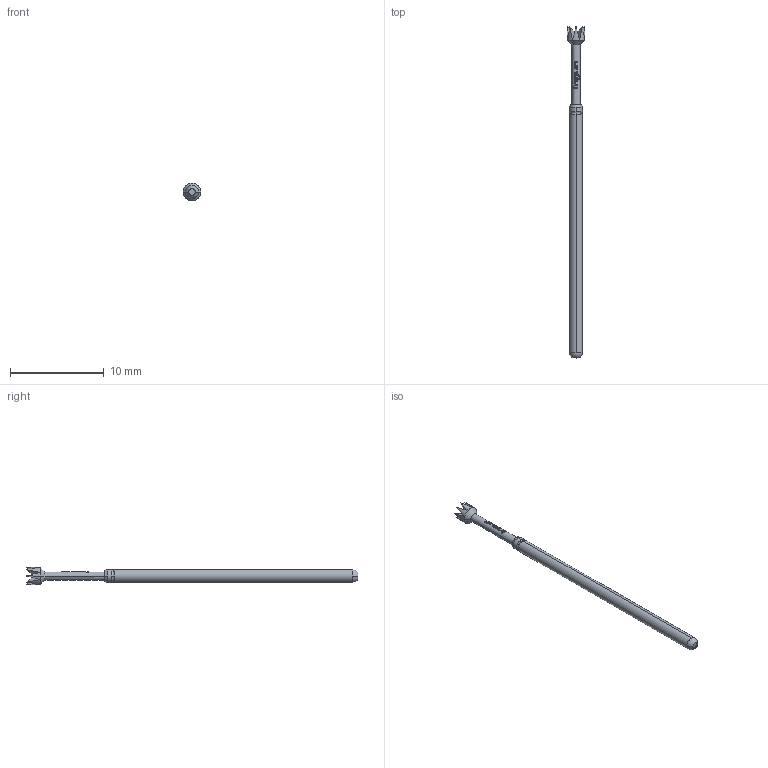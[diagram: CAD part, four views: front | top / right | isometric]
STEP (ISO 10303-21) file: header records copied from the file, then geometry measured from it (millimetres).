
FILE_DESCRIPTION (( 'STEP AP203' ), '1' );
FILE_NAME ('INGUN_GKS-100_288_190_A_xx00_LH.STEP', '2021-10-29T08:50:32', ( 'ochi' ), ( '' ), 'SwSTEP 2.0', 'SolidWorks 2018', '' );
FILE_SCHEMA (( 'CONFIG_CONTROL_DESIGN' ));
Length unit declared in the file: millimetre
Products named in the file (1): INGUN_GKS-100_288_190_A_xx00_LH
Bounding box: 1.9 x 35.4 x 1.9 mm (x, y, z)
Volume: 46.4 mm3; surface area: 155.8 mm2
Topology: 1 solids, 1 shells, 113 faces, 296 edges, 190 vertices
Faces by surface type: bspline 59, plane 18, cylinder 15, cone 13, torus 6, sphere 2
Entity records: 4566 total; most frequent: CARTESIAN_POINT 2306, ORIENTED_EDGE 588, EDGE_CURVE 294, DIRECTION 233, B_SPLINE_CURVE_WITH_KNOTS 203, VERTEX_POINT 190, EDGE_LOOP 120, ADVANCED_FACE 113
